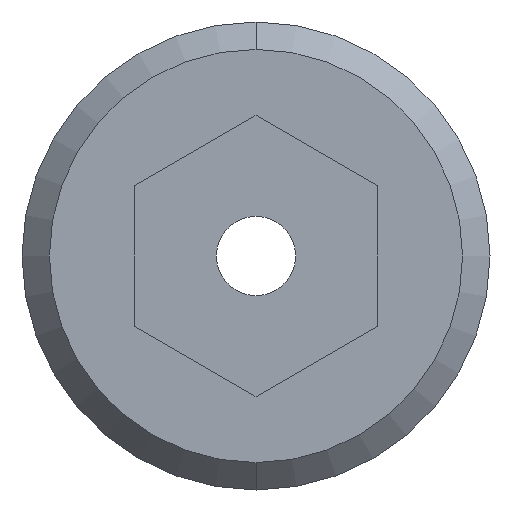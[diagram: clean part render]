
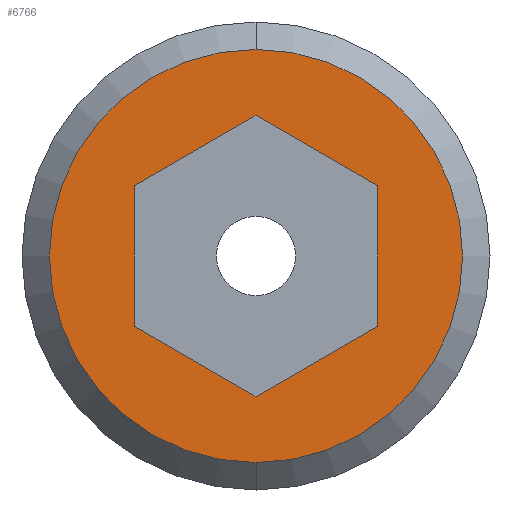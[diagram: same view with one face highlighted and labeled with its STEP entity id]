
A CAD part, left-side view. The second image highlights one B-rep face of the part: STEP entity #6766.
In plain terms, the highlighted planar face has unit normal (-1, 0, 0).
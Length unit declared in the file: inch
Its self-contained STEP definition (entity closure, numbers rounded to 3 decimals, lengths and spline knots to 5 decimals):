
#3221=CARTESIAN_POINT('',(-0.188,0.,0.));
#3222=DIRECTION('',(-1.,0.,0.));
#3223=DIRECTION('',(0.,1.,0.));
#3224=AXIS2_PLACEMENT_3D('',#3221,#3222,#3223);
#3239=DIRECTION('',(0.,0.5,0.866));
#3240=VECTOR('',#3239,0.09238);
#3241=CARTESIAN_POINT('',(-0.188,0.04619,-0.08));
#3242=LINE('',#3241,#3240);
#3243=DIRECTION('',(0.,1.,0.));
#3244=VECTOR('',#3243,0.09238);
#3245=CARTESIAN_POINT('',(-0.188,-0.04619,-0.08));
#3246=LINE('',#3245,#3244);
#3247=DIRECTION('',(0.,0.5,-0.866));
#3248=VECTOR('',#3247,0.09238);
#3249=CARTESIAN_POINT('',(-0.188,-0.09238,0.));
#3250=LINE('',#3249,#3248);
#3251=DIRECTION('',(0.,-0.5,-0.866));
#3252=VECTOR('',#3251,0.09238);
#3253=CARTESIAN_POINT('',(-0.188,-0.04619,0.08));
#3254=LINE('',#3253,#3252);
#3255=DIRECTION('',(0.,-1.,0.));
#3256=VECTOR('',#3255,0.09238);
#3257=CARTESIAN_POINT('',(-0.188,0.04619,0.08));
#3258=LINE('',#3257,#3256);
#3259=DIRECTION('',(0.,-0.5,0.866));
#3260=VECTOR('',#3259,0.09238);
#3261=CARTESIAN_POINT('',(-0.188,0.09238,0.));
#3262=LINE('',#3261,#3260);
#3263=CARTESIAN_POINT('',(-0.188,0.,0.));
#3264=DIRECTION('',(1.,0.,0.));
#3265=DIRECTION('',(0.,1.,0.));
#3266=AXIS2_PLACEMENT_3D('',#3263,#3264,#3265);
#3467=CARTESIAN_POINT('',(-0.188,0.13575,0.));
#3468=CARTESIAN_POINT('',(-0.188,-0.13575,0.));
#3469=VERTEX_POINT('',#3467);
#3470=VERTEX_POINT('',#3468);
#3487=CARTESIAN_POINT('',(-0.188,0.04619,-0.08));
#3488=CARTESIAN_POINT('',(-0.188,0.09238,0.));
#3489=VERTEX_POINT('',#3487);
#3490=VERTEX_POINT('',#3488);
#3491=CARTESIAN_POINT('',(-0.188,-0.04619,-0.08));
#3492=VERTEX_POINT('',#3491);
#3493=CARTESIAN_POINT('',(-0.188,-0.09238,0.));
#3494=VERTEX_POINT('',#3493);
#3495=CARTESIAN_POINT('',(-0.188,-0.04619,0.08));
#3496=VERTEX_POINT('',#3495);
#3497=CARTESIAN_POINT('',(-0.188,0.04619,0.08));
#3498=VERTEX_POINT('',#3497);
#6742=CARTESIAN_POINT('',(-0.188,0.,0.));
#6743=DIRECTION('',(1.,0.,0.));
#6744=DIRECTION('',(0.,-1.,0.));
#6745=AXIS2_PLACEMENT_3D('',#6742,#6743,#6744);
#6746=PLANE('',#6745);
#6747=ORIENTED_EDGE('',*,*,#6732,.F.);
#6749=ORIENTED_EDGE('',*,*,#6748,.T.);
#6750=EDGE_LOOP('',(#6747,#6749));
#6751=FACE_OUTER_BOUND('',#6750,.F.);
#6753=ORIENTED_EDGE('',*,*,#6752,.F.);
#6755=ORIENTED_EDGE('',*,*,#6754,.F.);
#6757=ORIENTED_EDGE('',*,*,#6756,.F.);
#6759=ORIENTED_EDGE('',*,*,#6758,.F.);
#6761=ORIENTED_EDGE('',*,*,#6760,.F.);
#6763=ORIENTED_EDGE('',*,*,#6762,.F.);
#6764=EDGE_LOOP('',(#6753,#6755,#6757,#6759,#6761,#6763));
#6765=FACE_BOUND('',#6764,.F.);
#3225=CIRCLE('',#3224,0.13575);
#3267=CIRCLE('',#3266,0.13575);
#6732=EDGE_CURVE('',#3469,#3470,#3225,.T.);
#6748=EDGE_CURVE('',#3469,#3470,#3267,.T.);
#6752=EDGE_CURVE('',#3489,#3490,#3242,.T.);
#6754=EDGE_CURVE('',#3492,#3489,#3246,.T.);
#6756=EDGE_CURVE('',#3494,#3492,#3250,.T.);
#6758=EDGE_CURVE('',#3496,#3494,#3254,.T.);
#6760=EDGE_CURVE('',#3498,#3496,#3258,.T.);
#6762=EDGE_CURVE('',#3490,#3498,#3262,.T.);
#6766=ADVANCED_FACE('',(#6751,#6765),#6746,.F.);
